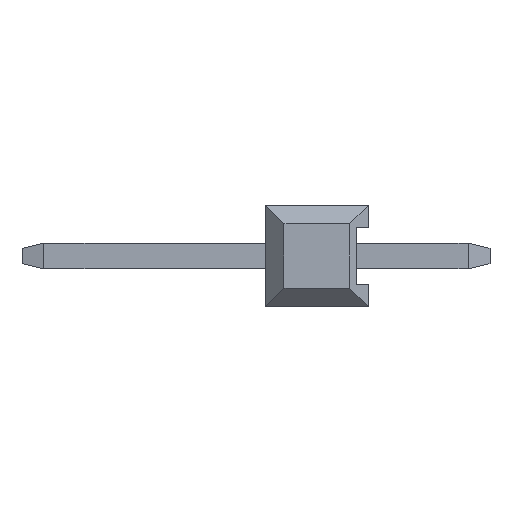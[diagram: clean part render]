
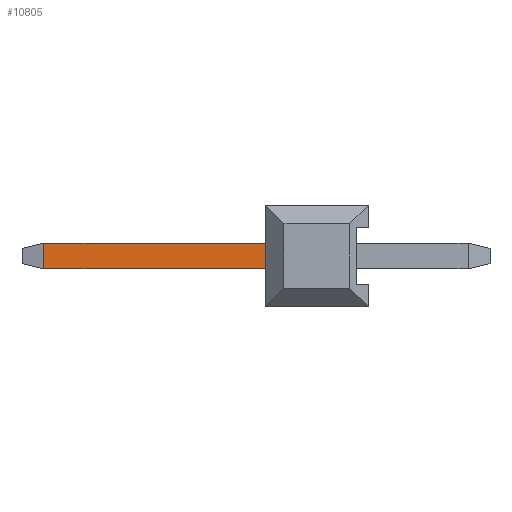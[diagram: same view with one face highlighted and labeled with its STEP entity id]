
A CAD part, left-side view. The second image highlights one B-rep face of the part: STEP entity #10805.
In plain terms, the highlighted planar face has unit normal (-1, 0, 0).
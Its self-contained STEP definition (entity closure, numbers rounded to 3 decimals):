
#607 = EDGE_CURVE ( 'NONE', #4052, #8760, #7146, .T. ) ;
#1367 = ORIENTED_EDGE ( 'NONE', *, *, #10862, .F. ) ;
#1368 = ORIENTED_EDGE ( 'NONE', *, *, #10859, .T. ) ;
#1369 = ORIENTED_EDGE ( 'NONE', *, *, #10861, .T. ) ;
#1370 = ORIENTED_EDGE ( 'NONE', *, *, #607, .T. ) ;
#1904 = CARTESIAN_POINT ( 'NONE',  ( -0.32, 2.54, 0.32 ) ) ;
#4010 = VECTOR ( 'NONE', #7148, 1000. ) ;
#4052 = VERTEX_POINT ( 'NONE', #5274 ) ;
#4102 = VERTEX_POINT ( 'NONE', #5324 ) ;
#4146 = VERTEX_POINT ( 'NONE', #5368 ) ;
#4500 = AXIS2_PLACEMENT_3D ( 'NONE', #6453, #6454, #6455 ) ;
#5274 = CARTESIAN_POINT ( 'NONE',  ( -0.32, 2.54, -0.32 ) ) ;
#5324 = CARTESIAN_POINT ( 'NONE',  ( -0.32, 7.999, -0.32 ) ) ;
#5368 = CARTESIAN_POINT ( 'NONE',  ( -0.32, 7.999, 0.32 ) ) ;
#6452 = PLANE ( 'NONE',  #4500 ) ;
#6453 = CARTESIAN_POINT ( 'NONE',  ( -0.32, 8.54, 0.32 ) ) ;
#6454 = DIRECTION ( 'NONE',  ( -1., 0., 0. ) ) ;
#6455 = DIRECTION ( 'NONE',  ( 0., 0., 1. ) ) ;
#6517 = FACE_OUTER_BOUND ( 'NONE', #7812, .T. ) ;
#7146 = LINE ( 'NONE', #7147, #4010 ) ;
#7147 = CARTESIAN_POINT ( 'NONE',  ( -0.32, 2.54, -0.32 ) ) ;
#7148 = DIRECTION ( 'NONE',  ( 0., 0., 1. ) ) ;
#7812 = EDGE_LOOP ( 'NONE', ( #1367, #1369, #1368, #1370 ) ) ;
#8760 = VERTEX_POINT ( 'NONE', #1904 ) ;
#9662 = LINE ( 'NONE', #9663, #10024 ) ;
#9663 = CARTESIAN_POINT ( 'NONE',  ( -0.32, 8.54, -0.32 ) ) ;
#9664 = DIRECTION ( 'NONE',  ( 0., -1., 0. ) ) ;
#9668 = LINE ( 'NONE', #9669, #10026 ) ;
#9669 = CARTESIAN_POINT ( 'NONE',  ( -0.32, 7.999, 0.32 ) ) ;
#9670 = DIRECTION ( 'NONE',  ( 0., 0., -1. ) ) ;
#9671 = LINE ( 'NONE', #9672, #10027 ) ;
#9672 = CARTESIAN_POINT ( 'NONE',  ( -0.32, 8.54, 0.32 ) ) ;
#9673 = DIRECTION ( 'NONE',  ( 0., -1., 0. ) ) ;
#10024 = VECTOR ( 'NONE', #9664, 1000. ) ;
#10026 = VECTOR ( 'NONE', #9670, 1000. ) ;
#10027 = VECTOR ( 'NONE', #9673, 1000. ) ;
#10805 = ADVANCED_FACE ( 'NONE', ( #6517 ), #6452, .T. ) ;
#10859 = EDGE_CURVE ( 'NONE', #4102, #4052, #9662, .T. ) ;
#10861 = EDGE_CURVE ( 'NONE', #4146, #4102, #9668, .T. ) ;
#10862 = EDGE_CURVE ( 'NONE', #4146, #8760, #9671, .T. ) ;
